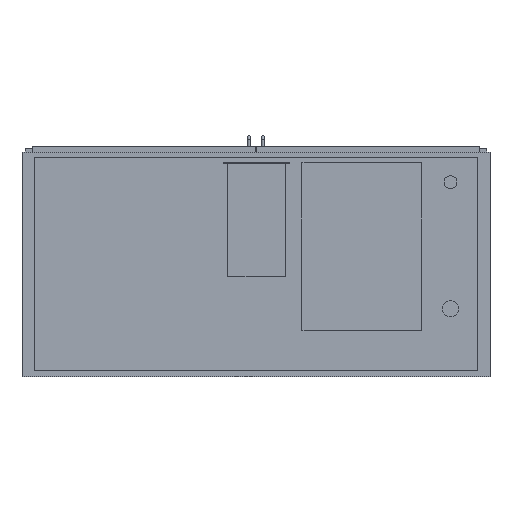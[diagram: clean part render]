
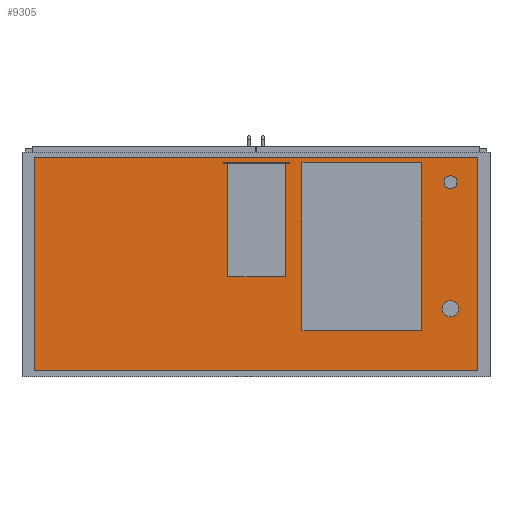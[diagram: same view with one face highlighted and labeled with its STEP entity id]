
A CAD part, front view. The second image highlights one B-rep face of the part: STEP entity #9305.
In plain terms, the highlighted planar face has unit normal (0, -1, 0).
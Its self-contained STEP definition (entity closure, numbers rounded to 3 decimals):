
#93=FACE_BOUND('',#987,.T.);
#94=FACE_BOUND('',#988,.T.);
#113=CIRCLE('',#9939,20.);
#115=CIRCLE('',#9943,25.);
#409=FACE_OUTER_BOUND('',#986,.T.);
#986=EDGE_LOOP('',(#6289,#6290,#6291,#6292));
#987=EDGE_LOOP('',(#6293));
#988=EDGE_LOOP('',(#6294));
#1618=LINE('',#13432,#2802);
#1620=LINE('',#13436,#2804);
#1622=LINE('',#13440,#2806);
#1624=LINE('',#13443,#2808);
#2802=VECTOR('',#10795,10.);
#2804=VECTOR('',#10799,10.);
#2806=VECTOR('',#10803,10.);
#2808=VECTOR('',#10807,10.);
#3940=VERTEX_POINT('',#13358);
#3942=VERTEX_POINT('',#13365);
#3963=VERTEX_POINT('',#13429);
#3964=VERTEX_POINT('',#13431);
#3965=VERTEX_POINT('',#13435);
#3966=VERTEX_POINT('',#13439);
#4837=EDGE_CURVE('',#3940,#3940,#113,.T.);
#4840=EDGE_CURVE('',#3942,#3942,#115,.T.);
#4870=EDGE_CURVE('',#3964,#3963,#1618,.T.);
#4872=EDGE_CURVE('',#3965,#3964,#1620,.T.);
#4874=EDGE_CURVE('',#3966,#3965,#1622,.T.);
#4876=EDGE_CURVE('',#3963,#3966,#1624,.T.);
#6289=ORIENTED_EDGE('',*,*,#4876,.T.);
#6290=ORIENTED_EDGE('',*,*,#4874,.T.);
#6291=ORIENTED_EDGE('',*,*,#4872,.T.);
#6292=ORIENTED_EDGE('',*,*,#4870,.T.);
#6293=ORIENTED_EDGE('',*,*,#4837,.T.);
#6294=ORIENTED_EDGE('',*,*,#4840,.T.);
#8808=PLANE('',#9960);
#9305=ADVANCED_FACE('',(#409,#93,#94),#8808,.T.);
#9939=AXIS2_PLACEMENT_3D('',#13360,#10729,#10730);
#9943=AXIS2_PLACEMENT_3D('',#13367,#10738,#10739);
#9960=AXIS2_PLACEMENT_3D('',#13444,#10808,#10809);
#10729=DIRECTION('center_axis',(0.,1.,0.));
#10730=DIRECTION('ref_axis',(1.,0.,0.));
#10738=DIRECTION('center_axis',(0.,1.,0.));
#10739=DIRECTION('ref_axis',(1.,0.,0.));
#10795=DIRECTION('',(-1.,0.,0.));
#10799=DIRECTION('',(0.,0.,1.));
#10803=DIRECTION('',(1.,0.,0.));
#10807=DIRECTION('',(0.,0.,-1.));
#10808=DIRECTION('center_axis',(0.,-1.,0.));
#10809=DIRECTION('ref_axis',(0.,0.,-1.));
#13358=CARTESIAN_POINT('',(582.5,-370.,255.));
#13360=CARTESIAN_POINT('Origin',(602.5,-370.,255.));
#13365=CARTESIAN_POINT('',(577.5,-370.,-138.));
#13367=CARTESIAN_POINT('Origin',(602.5,-370.,-138.));
#13429=CARTESIAN_POINT('',(-687.5,-370.,330.));
#13431=CARTESIAN_POINT('',(687.5,-370.,330.));
#13432=CARTESIAN_POINT('',(-687.5,-370.,330.));
#13435=CARTESIAN_POINT('',(687.5,-370.,-330.));
#13436=CARTESIAN_POINT('',(687.5,-370.,330.));
#13439=CARTESIAN_POINT('',(-687.5,-370.,-330.));
#13440=CARTESIAN_POINT('',(687.5,-370.,-330.));
#13443=CARTESIAN_POINT('',(-687.5,-370.,-330.));
#13444=CARTESIAN_POINT('Origin',(0.,-370.,0.));
